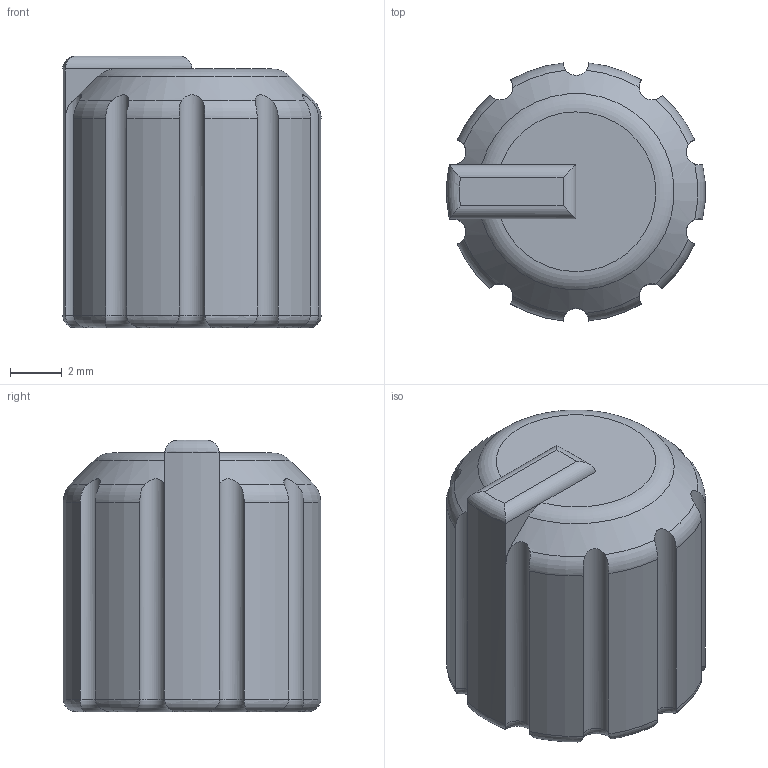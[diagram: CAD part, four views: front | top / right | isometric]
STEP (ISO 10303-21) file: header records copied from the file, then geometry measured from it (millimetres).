
FILE_DESCRIPTION(/* description */ (''),/* implementation_level */ '2;1');
FILE_NAME(/* name */ 'knob.step',/* time_stamp */ '2021-03-05T09:32:22-05:00',/* author */ (''),/* organization */ (''),/* preprocessor_version */ 'ST-DEVELOPER v18.1',/* originating_system */ 'Autodesk Translation Framework v9.10.0.1330',/* authorisation */ '');
FILE_SCHEMA (('AUTOMOTIVE_DESIGN { 1 0 10303 214 3 1 1 }'));
Length unit declared in the file: millimetre
Products named in the file (1): deej knob
Bounding box: 9.98 x 9.95 x 10.5 mm (x, y, z)
Volume: 470.2 mm3; surface area: 654.7 mm2
Topology: 1 solids, 1 shells, 73 faces, 181 edges, 112 vertices
Faces by surface type: torus 36, cylinder 25, plane 11, cone 1
Full cylindrical faces by diameter (mm): 6 x1, 6.2 x1
Entity records: 2706 total; most frequent: CARTESIAN_POINT 983, ORIENTED_EDGE 362, DIRECTION 344, EDGE_CURVE 181, AXIS2_PLACEMENT_3D 151, VERTEX_POINT 112, EDGE_LOOP 75, CIRCLE 75
